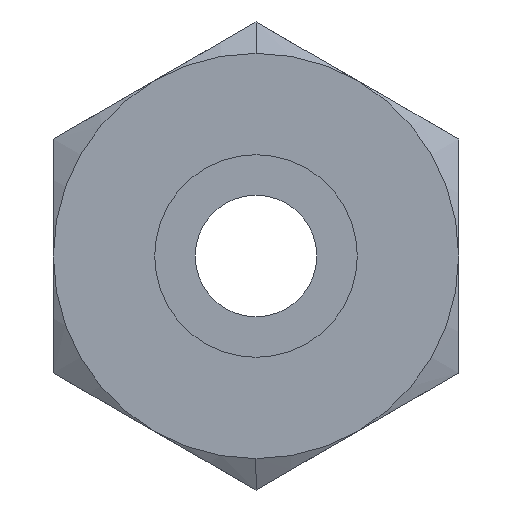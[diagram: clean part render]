
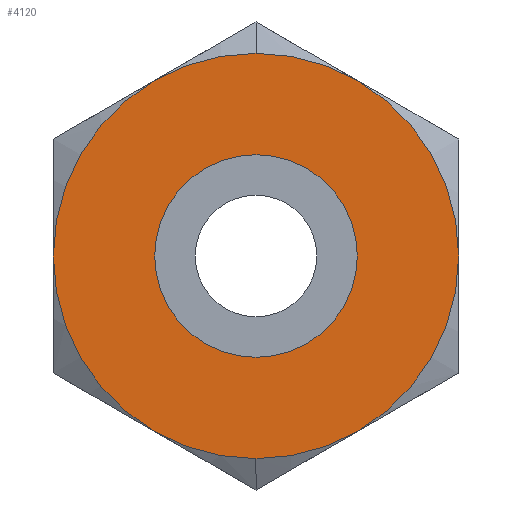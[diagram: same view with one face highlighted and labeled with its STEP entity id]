
A CAD part, left-side view. The second image highlights one B-rep face of the part: STEP entity #4120.
In plain terms, the highlighted planar face has unit normal (-1, 0, 0).
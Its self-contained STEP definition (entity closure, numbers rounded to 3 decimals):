
#247 = CARTESIAN_POINT ( 'NONE',  ( 0., 0., -4. ) ) ;
#297 = AXIS2_PLACEMENT_3D ( 'NONE', #4312, #3106, #3066 ) ;
#309 = ORIENTED_EDGE ( 'NONE', *, *, #1237, .T. ) ;
#429 = PLANE ( 'NONE',  #297 ) ;
#677 = DIRECTION ( 'NONE',  ( 1., 0., 0. ) ) ;
#829 = VERTEX_POINT ( 'NONE', #3129 ) ;
#920 = ORIENTED_EDGE ( 'NONE', *, *, #1504, .T. ) ;
#923 = EDGE_CURVE ( 'NONE', #829, #7874, #4988, .T. ) ;
#1098 = DIRECTION ( 'NONE',  ( 0., 0., -1. ) ) ;
#1237 = EDGE_CURVE ( 'NONE', #7832, #5365, #2381, .T. ) ;
#1360 = DIRECTION ( 'NONE',  ( 0., 0., 1. ) ) ;
#1504 = EDGE_CURVE ( 'NONE', #5365, #7832, #2658, .T. ) ;
#1753 = DIRECTION ( 'NONE',  ( 1., 0., 0. ) ) ;
#2275 = CARTESIAN_POINT ( 'NONE',  ( 0., 0., 4. ) ) ;
#2381 = CIRCLE ( 'NONE', #7134, 4. ) ;
#2409 = EDGE_LOOP ( 'NONE', ( #920, #309 ) ) ;
#2658 = CIRCLE ( 'NONE', #3742, 4. ) ;
#3066 = DIRECTION ( 'NONE',  ( 0., 0., 1. ) ) ;
#3106 = DIRECTION ( 'NONE',  ( -1., 0., 0. ) ) ;
#3129 = CARTESIAN_POINT ( 'NONE',  ( 0., 0., -8. ) ) ;
#3216 = EDGE_CURVE ( 'NONE', #7874, #829, #4238, .T. ) ;
#3614 = CARTESIAN_POINT ( 'NONE',  ( 0., 0., 0. ) ) ;
#3735 = EDGE_LOOP ( 'NONE', ( #6757, #6163 ) ) ;
#3742 = AXIS2_PLACEMENT_3D ( 'NONE', #3614, #5017, #1098 ) ;
#4120 = ADVANCED_FACE ( 'NONE', ( #7532, #4941 ), #429, .T. ) ;
#4238 = CIRCLE ( 'NONE', #6677, 8. ) ;
#4312 = CARTESIAN_POINT ( 'NONE',  ( 0., 0., 4. ) ) ;
#4941 = FACE_OUTER_BOUND ( 'NONE', #3735, .T. ) ;
#4988 = CIRCLE ( 'NONE', #7625, 8. ) ;
#5017 = DIRECTION ( 'NONE',  ( 1., 0., 0. ) ) ;
#5299 = DIRECTION ( 'NONE',  ( 1., 0., 0. ) ) ;
#5365 = VERTEX_POINT ( 'NONE', #247 ) ;
#5977 = DIRECTION ( 'NONE',  ( 0., 0., -1. ) ) ;
#6146 = CARTESIAN_POINT ( 'NONE',  ( 0., 0., 8. ) ) ;
#6163 = ORIENTED_EDGE ( 'NONE', *, *, #923, .F. ) ;
#6497 = CARTESIAN_POINT ( 'NONE',  ( 0., 0., 0. ) ) ;
#6569 = CARTESIAN_POINT ( 'NONE',  ( 0., 0., 0. ) ) ;
#6677 = AXIS2_PLACEMENT_3D ( 'NONE', #6497, #677, #1360 ) ;
#6757 = ORIENTED_EDGE ( 'NONE', *, *, #3216, .F. ) ;
#6940 = DIRECTION ( 'NONE',  ( 0., 0., 1. ) ) ;
#7134 = AXIS2_PLACEMENT_3D ( 'NONE', #7578, #1753, #6940 ) ;
#7532 = FACE_BOUND ( 'NONE', #2409, .T. ) ;
#7578 = CARTESIAN_POINT ( 'NONE',  ( 0., 0., 0. ) ) ;
#7625 = AXIS2_PLACEMENT_3D ( 'NONE', #6569, #5299, #5977 ) ;
#7832 = VERTEX_POINT ( 'NONE', #2275 ) ;
#7874 = VERTEX_POINT ( 'NONE', #6146 ) ;
